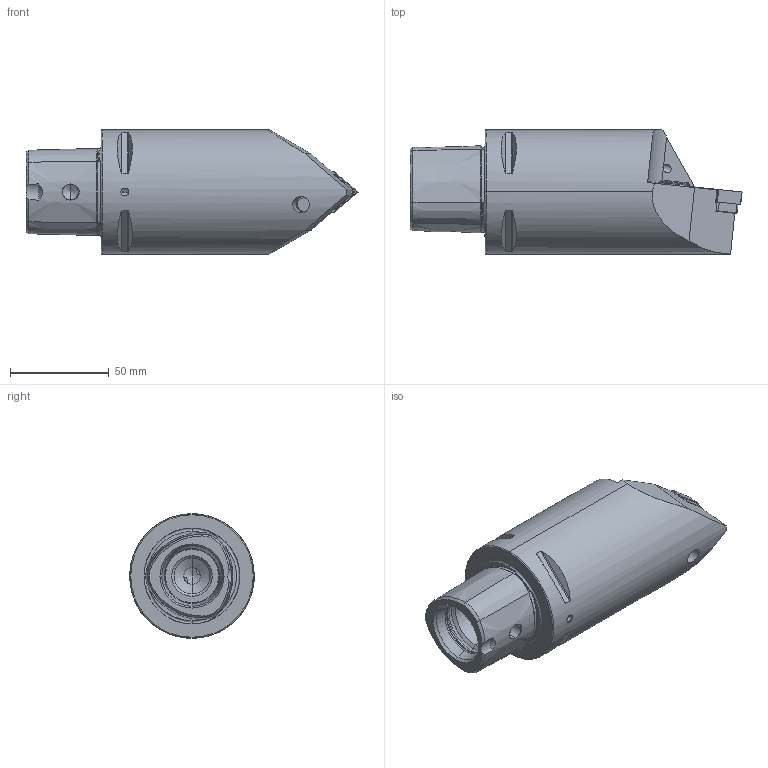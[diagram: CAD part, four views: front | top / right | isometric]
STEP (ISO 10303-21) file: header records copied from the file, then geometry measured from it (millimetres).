
FILE_DESCRIPTION (( 'STEP AP214' ), '1' );
FILE_NAME ('PS6.PCE.NMA.130-HP.STEP', '2020-09-16T07:09:25', ( '' ), ( '' ), 'SwSTEP 2.0', 'SolidWorks 2017', '' );
FILE_SCHEMA (( 'AUTOMOTIVE_DESIGN' ));
Length unit declared in the file: millimetre
Products named in the file (13): PS6.PCE.NMA.130-HP; DIN 7991 - M5x15; CHP-ER1.015.006_A; WCE-ER4.101.020_A; CHP-ER1.008.014_A; WCE-ER1.101.000; ISO 8752 2x8; PS6-PCE.NMA.130-HP_A; WCE-ER3.101.000_A; CNMG160604; CHP-ER1.015.006; DIN 3771 - 13x1; WCE-ER2.101.004_A
Assembly tree (12 placements, depth 3):
  PS6.PCE.NMA.130-HP
    PS6-PCE.NMA.130-HP_A
    ISO 8752 2x8
    CHP-ER1.015.006
      CHP-ER1.015.006_A
      DIN 3771 - 13x1
      DIN 7991 - M5x15
    CHP-ER1.008.014_A
    CNMG160604
    WCE-ER2.101.004_A
    WCE-ER4.101.020_A
    WCE-ER3.101.000_A
    WCE-ER1.101.000
Bounding box: 168 x 63 x 63 mm (x, y, z)
Volume: 330867.7 mm3; surface area: 46241.4 mm2
Topology: 11 solids, 11 shells, 446 faces, 1069 edges, 633 vertices
Faces by surface type: cone 135, plane 134, cylinder 115, torus 50, bspline 12
Entity records: 14607 total; most frequent: CARTESIAN_POINT 3834, DIRECTION 2152, ORIENTED_EDGE 2090, EDGE_CURVE 1045, AXIS2_PLACEMENT_3D 849, VERTEX_POINT 633, EDGE_LOOP 478, LINE 454
